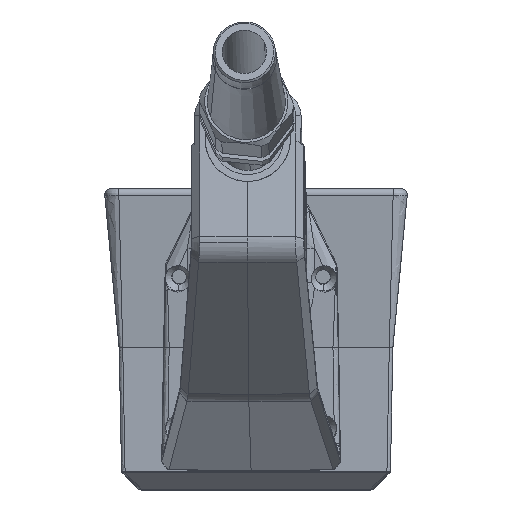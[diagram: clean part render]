
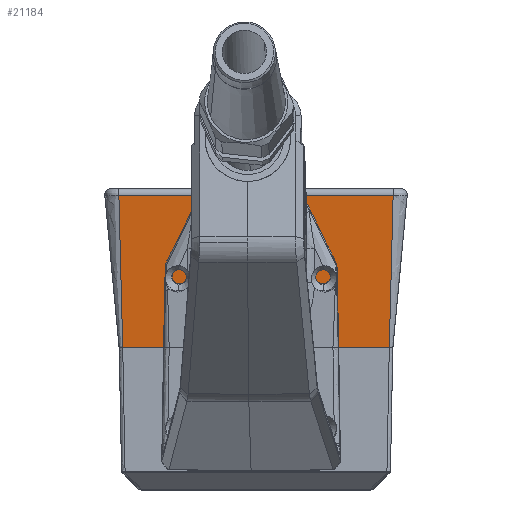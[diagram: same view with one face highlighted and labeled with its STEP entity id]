
A CAD part, top view. The second image highlights one B-rep face of the part: STEP entity #21184.
In plain terms, the highlighted planar face has unit normal (0, -0.094, 0.996).
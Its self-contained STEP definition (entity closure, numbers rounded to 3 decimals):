
#116 = ORIENTED_EDGE ( 'NONE', *, *, #22309, .T. ) ;
#3453 = CARTESIAN_POINT ( 'NONE',  ( -76.818, 54.313, 2.114 ) ) ;
#3976 = CARTESIAN_POINT ( 'NONE',  ( -75.465, 40., 0.761 ) ) ;
#5461 = CARTESIAN_POINT ( 'NONE',  ( -75.461, 40., 0.761 ) ) ;
#5634 = CARTESIAN_POINT ( 'NONE',  ( -75.465, 40., 0.761 ) ) ;
#5723 = EDGE_LOOP ( 'NONE', ( #116, #8227, #20938, #12169, #23865, #27201 ) ) ;
#7782 = B_SPLINE_CURVE_WITH_KNOTS ( 'NONE', 3,
 ( #13619, #30672, #10918, #14320 ),
 .UNSPECIFIED., .F., .F.,
 ( 4, 4 ),
 ( 0., 0. ),
 .UNSPECIFIED. ) ;
#7893 = B_SPLINE_CURVE_WITH_KNOTS ( 'NONE', 3,
 ( #5634, #33459, #27725, #5461 ),
 .UNSPECIFIED., .F., .F.,
 ( 4, 4 ),
 ( 0., 0. ),
 .UNSPECIFIED. ) ;
#8136 = CARTESIAN_POINT ( 'NONE',  ( -0.235, 40., 0.761 ) ) ;
#8227 = ORIENTED_EDGE ( 'NONE', *, *, #27469, .T. ) ;
#9763 = VECTOR ( 'NONE', #10237, 1000. ) ;
#9955 = EDGE_CURVE ( 'NONE', #31149, #29943, #7893, .T. ) ;
#10237 = DIRECTION ( 'NONE',  ( -1., 0., 0. ) ) ;
#10601 = CARTESIAN_POINT ( 'NONE',  ( -80.715, 83.031, 4.829 ) ) ;
#10826 = CARTESIAN_POINT ( 'NONE',  ( 0.846, 83.031, 4.829 ) ) ;
#10918 = CARTESIAN_POINT ( 'NONE',  ( -0.236, 40., 0.761 ) ) ;
#11007 = CARTESIAN_POINT ( 'NONE',  ( 1.118, 54.313, 2.114 ) ) ;
#11368 = CARTESIAN_POINT ( 'NONE',  ( -0.226, 40.092, 0.77 ) ) ;
#12063 = CARTESIAN_POINT ( 'NONE',  ( -76.546, 83.031, 4.829 ) ) ;
#12169 = ORIENTED_EDGE ( 'NONE', *, *, #25133, .T. ) ;
#12566 = DIRECTION ( 'NONE',  ( 1., 0., 0. ) ) ;
#13119 = LINE ( 'NONE', #10601, #9763 ) ;
#13619 = CARTESIAN_POINT ( 'NONE',  ( -0.239, 40., 0.761 ) ) ;
#14320 = CARTESIAN_POINT ( 'NONE',  ( -0.235, 40., 0.761 ) ) ;
#14711 = VERTEX_POINT ( 'NONE', #30390 ) ;
#14766 = CARTESIAN_POINT ( 'NONE',  ( -75.202, 68.81, 3.484 ) ) ;
#15269 = LINE ( 'NONE', #34822, #33749 ) ;
#16027 = CARTESIAN_POINT ( 'NONE',  ( -0.239, 40., 0.761 ) ) ;
#16490 = CARTESIAN_POINT ( 'NONE',  ( -0.235, 40., 0.761 ) ) ;
#17974 = B_SPLINE_CURVE_WITH_KNOTS ( 'NONE', 3,
 ( #12063, #14766, #3453, #19797, #23037, #33967, #3976 ),
 .UNSPECIFIED., .F., .F.,
 ( 4, 3, 4 ),
 ( -0.043, 0., 0. ),
 .UNSPECIFIED. ) ;
#18916 = CARTESIAN_POINT ( 'NONE',  ( -0.229, 40.062, 0.767 ) ) ;
#19752 = CARTESIAN_POINT ( 'NONE',  ( -75.461, 40., 0.761 ) ) ;
#19797 = CARTESIAN_POINT ( 'NONE',  ( -75.474, 40.092, 0.77 ) ) ;
#20449 = CARTESIAN_POINT ( 'NONE',  ( -75.465, 40., 0.761 ) ) ;
#20938 = ORIENTED_EDGE ( 'NONE', *, *, #21913, .T. ) ;
#21145 = EDGE_CURVE ( 'NONE', #22755, #31149, #17974, .T. ) ;
#21184 = ADVANCED_FACE ( 'NONE', ( #25378 ), #22696, .T. ) ;
#21211 = DIRECTION ( 'NONE',  ( 0., -0.094, 0.996 ) ) ;
#21913 = EDGE_CURVE ( 'NONE', #31351, #14711, #26052, .T. ) ;
#22309 = EDGE_CURVE ( 'NONE', #29943, #23895, #15269, .T. ) ;
#22696 = PLANE ( 'NONE',  #31968 ) ;
#22755 = VERTEX_POINT ( 'NONE', #35277 ) ;
#23037 = CARTESIAN_POINT ( 'NONE',  ( -75.471, 40.062, 0.767 ) ) ;
#23865 = ORIENTED_EDGE ( 'NONE', *, *, #21145, .T. ) ;
#23895 = VERTEX_POINT ( 'NONE', #16027 ) ;
#25133 = EDGE_CURVE ( 'NONE', #14711, #22755, #13119, .T. ) ;
#25378 = FACE_OUTER_BOUND ( 'NONE', #5723, .T. ) ;
#26052 = B_SPLINE_CURVE_WITH_KNOTS ( 'NONE', 3,
 ( #8136, #35438, #18916, #11368, #11007, #32919, #10826 ),
 .UNSPECIFIED., .F., .F.,
 ( 4, 3, 4 ),
 ( -0.05, -0.05, -0.007 ),
 .UNSPECIFIED. ) ;
#27201 = ORIENTED_EDGE ( 'NONE', *, *, #9955, .T. ) ;
#27469 = EDGE_CURVE ( 'NONE', #23895, #31351, #7782, .T. ) ;
#27725 = CARTESIAN_POINT ( 'NONE',  ( -75.463, 40., 0.761 ) ) ;
#29943 = VERTEX_POINT ( 'NONE', #19752 ) ;
#30390 = CARTESIAN_POINT ( 'NONE',  ( 0.846, 83.031, 4.829 ) ) ;
#30672 = CARTESIAN_POINT ( 'NONE',  ( -0.237, 40., 0.761 ) ) ;
#30926 = CARTESIAN_POINT ( 'NONE',  ( -76.461, 40., 0.761 ) ) ;
#31149 = VERTEX_POINT ( 'NONE', #20449 ) ;
#31351 = VERTEX_POINT ( 'NONE', #16490 ) ;
#31968 = AXIS2_PLACEMENT_3D ( 'NONE', #30926, #21211, #34683 ) ;
#32919 = CARTESIAN_POINT ( 'NONE',  ( -0.498, 68.81, 3.484 ) ) ;
#33459 = CARTESIAN_POINT ( 'NONE',  ( -75.464, 40., 0.761 ) ) ;
#33749 = VECTOR ( 'NONE', #12566, 1000. ) ;
#33967 = CARTESIAN_POINT ( 'NONE',  ( -75.468, 40.031, 0.764 ) ) ;
#34683 = DIRECTION ( 'NONE',  ( 0., -0.996, -0.094 ) ) ;
#34822 = CARTESIAN_POINT ( 'NONE',  ( 0., 40., 0.761 ) ) ;
#35277 = CARTESIAN_POINT ( 'NONE',  ( -76.546, 83.031, 4.829 ) ) ;
#35438 = CARTESIAN_POINT ( 'NONE',  ( -0.232, 40.031, 0.764 ) ) ;
